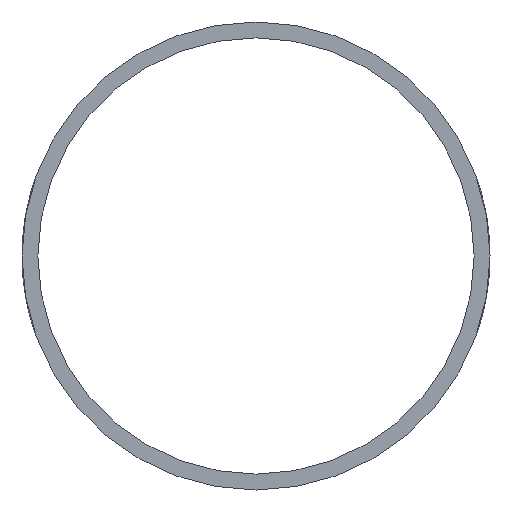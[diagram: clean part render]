
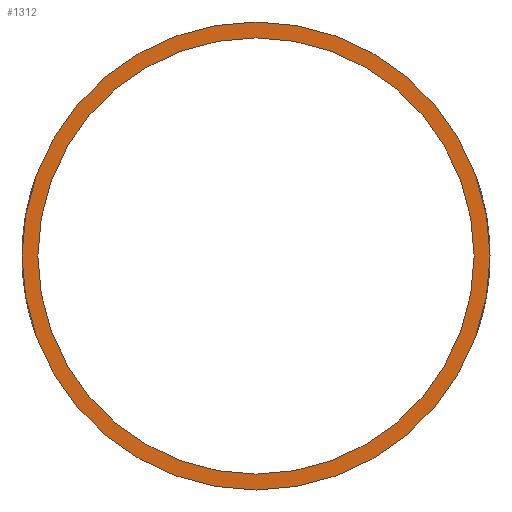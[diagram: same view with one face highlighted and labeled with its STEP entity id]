
A CAD part, front view. The second image highlights one B-rep face of the part: STEP entity #1312.
In plain terms, the highlighted planar face has unit normal (0, -1, 0).
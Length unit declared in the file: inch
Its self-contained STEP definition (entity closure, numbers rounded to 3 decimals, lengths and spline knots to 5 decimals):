
#6 = DIRECTION ( 'NONE',  ( 0., 1., 0. ) ) ;
#38 = CARTESIAN_POINT ( 'NONE',  ( 0., 0., 5.01 ) ) ;
#49 = CIRCLE ( 'NONE', #1118, 5.01 ) ;
#69 = DIRECTION ( 'NONE',  ( 0., 0., 1. ) ) ;
#79 = CIRCLE ( 'NONE', #1170, 5.375 ) ;
#154 = AXIS2_PLACEMENT_3D ( 'NONE', #1540, #1425, #1185 ) ;
#185 = ORIENTED_EDGE ( 'NONE', *, *, #1391, .T. ) ;
#237 = FACE_OUTER_BOUND ( 'NONE', #1359, .T. ) ;
#304 = CARTESIAN_POINT ( 'NONE',  ( 0., 0., -5.01 ) ) ;
#331 = DIRECTION ( 'NONE',  ( 0., 1., 0. ) ) ;
#391 = VERTEX_POINT ( 'NONE', #304 ) ;
#424 = EDGE_CURVE ( 'NONE', #732, #391, #49, .T. ) ;
#464 = DIRECTION ( 'NONE',  ( 0., 1., 0. ) ) ;
#523 = ORIENTED_EDGE ( 'NONE', *, *, #1355, .F. ) ;
#543 = CARTESIAN_POINT ( 'NONE',  ( 0., 0., 0. ) ) ;
#586 = CARTESIAN_POINT ( 'NONE',  ( 0., 0., 0. ) ) ;
#598 = FACE_BOUND ( 'NONE', #860, .T. ) ;
#604 = CARTESIAN_POINT ( 'NONE',  ( 0., 0., 0. ) ) ;
#615 = DIRECTION ( 'NONE',  ( 0., 0., 1. ) ) ;
#649 = VERTEX_POINT ( 'NONE', #965 ) ;
#732 = VERTEX_POINT ( 'NONE', #38 ) ;
#760 = ORIENTED_EDGE ( 'NONE', *, *, #424, .T. ) ;
#779 = DIRECTION ( 'NONE',  ( 0., 1., 0. ) ) ;
#794 = ORIENTED_EDGE ( 'NONE', *, *, #899, .F. ) ;
#860 = EDGE_LOOP ( 'NONE', ( #185, #760 ) ) ;
#899 = EDGE_CURVE ( 'NONE', #649, #952, #1422, .T. ) ;
#952 = VERTEX_POINT ( 'NONE', #1404 ) ;
#965 = CARTESIAN_POINT ( 'NONE',  ( 0., 0., -5.375 ) ) ;
#1061 = PLANE ( 'NONE',  #154 ) ;
#1118 = AXIS2_PLACEMENT_3D ( 'NONE', #1403, #331, #1164 ) ;
#1164 = DIRECTION ( 'NONE',  ( 0., 0., 1. ) ) ;
#1170 = AXIS2_PLACEMENT_3D ( 'NONE', #604, #6, #615 ) ;
#1185 = DIRECTION ( 'NONE',  ( 0., 0., 1. ) ) ;
#1214 = AXIS2_PLACEMENT_3D ( 'NONE', #586, #464, #1523 ) ;
#1312 = ADVANCED_FACE ( 'NONE', ( #237, #598 ), #1061, .F. ) ;
#1355 = EDGE_CURVE ( 'NONE', #952, #649, #79, .T. ) ;
#1359 = EDGE_LOOP ( 'NONE', ( #794, #523 ) ) ;
#1391 = EDGE_CURVE ( 'NONE', #391, #732, #1443, .T. ) ;
#1403 = CARTESIAN_POINT ( 'NONE',  ( 0., 0., 0. ) ) ;
#1404 = CARTESIAN_POINT ( 'NONE',  ( 0., 0., 5.375 ) ) ;
#1422 = CIRCLE ( 'NONE', #1214, 5.375 ) ;
#1425 = DIRECTION ( 'NONE',  ( 0., 1., 0. ) ) ;
#1443 = CIRCLE ( 'NONE', #1471, 5.01 ) ;
#1471 = AXIS2_PLACEMENT_3D ( 'NONE', #543, #779, #69 ) ;
#1523 = DIRECTION ( 'NONE',  ( 0., 0., 1. ) ) ;
#1540 = CARTESIAN_POINT ( 'NONE',  ( 0., 0., 0. ) ) ;
